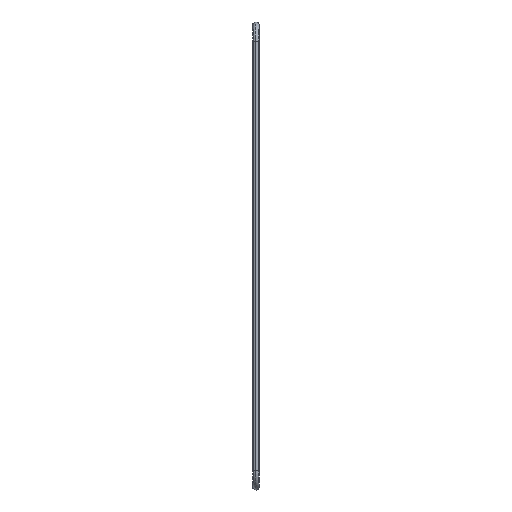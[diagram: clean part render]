
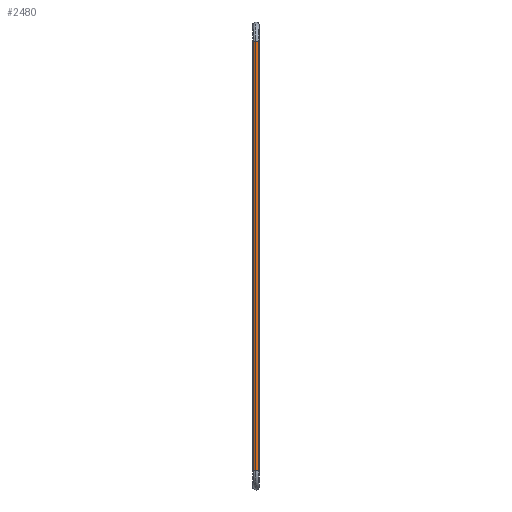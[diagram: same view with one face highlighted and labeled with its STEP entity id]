
A CAD part, left-side view. The second image highlights one B-rep face of the part: STEP entity #2480.
In plain terms, the highlighted cylindrical face has radius 6 mm (diameter 12 mm), a partial arc.
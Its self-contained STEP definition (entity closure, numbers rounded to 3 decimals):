
#156 = PLANE('',#157);
#157 = AXIS2_PLACEMENT_3D('',#158,#159,#160);
#158 = CARTESIAN_POINT('',(868.,31.,-86.));
#159 = DIRECTION('',(0.,1.,0.));
#160 = DIRECTION('',(0.,0.,1.));
#217 = PLANE('',#218);
#218 = AXIS2_PLACEMENT_3D('',#219,#220,#221);
#219 = CARTESIAN_POINT('',(868.,29.,-63.528));
#220 = DIRECTION('',(0.,-1.,0.));
#221 = DIRECTION('',(0.,0.,-1.));
#1584 = VERTEX_POINT('',#1585);
#1585 = CARTESIAN_POINT('',(68.,31.,-93.));
#1600 = TOROIDAL_SURFACE('',#1601,29.472,6.);
#1601 = AXIS2_PLACEMENT_3D('',#1602,#1603,#1604);
#1602 = CARTESIAN_POINT('',(93.,35.,-93.));
#1603 = DIRECTION('',(0.,1.,0.));
#1604 = DIRECTION('',(1.,0.,0.));
#1612 = EDGE_CURVE('',#1613,#1584,#1615,.T.);
#1613 = VERTEX_POINT('',#1614);
#1614 = CARTESIAN_POINT('',(68.,31.,-868.));
#1615 = SURFACE_CURVE('',#1616,(#1620,#1627),.PCURVE_S1.);
#1616 = LINE('',#1617,#1618);
#1617 = CARTESIAN_POINT('',(68.,31.,-868.));
#1618 = VECTOR('',#1619,1.);
#1619 = DIRECTION('',(0.,0.,1.));
#1620 = PCURVE('',#156,#1621);
#1621 = DEFINITIONAL_REPRESENTATION('',(#1622),#1626);
#1622 = LINE('',#1623,#1624);
#1623 = CARTESIAN_POINT('',(-782.,-800.));
#1624 = VECTOR('',#1625,1.);
#1625 = DIRECTION('',(1.,0.));
#1626 = ( GEOMETRIC_REPRESENTATION_CONTEXT(2) 
PARAMETRIC_REPRESENTATION_CONTEXT() REPRESENTATION_CONTEXT('2D SPACE',''
  ) );
#1627 = PCURVE('',#1628,#1633);
#1628 = CYLINDRICAL_SURFACE('',#1629,6.);
#1629 = AXIS2_PLACEMENT_3D('',#1630,#1631,#1632);
#1630 = CARTESIAN_POINT('',(63.528,35.,-868.));
#1631 = DIRECTION('',(0.,0.,1.));
#1632 = DIRECTION('',(-1.,0.,0.));
#1633 = DEFINITIONAL_REPRESENTATION('',(#1634),#1638);
#1634 = LINE('',#1635,#1636);
#1635 = CARTESIAN_POINT('',(2.412,0.));
#1636 = VECTOR('',#1637,1.);
#1637 = DIRECTION('',(0.,1.));
#1638 = ( GEOMETRIC_REPRESENTATION_CONTEXT(2) 
PARAMETRIC_REPRESENTATION_CONTEXT() REPRESENTATION_CONTEXT('2D SPACE',''
  ) );
#1657 = TOROIDAL_SURFACE('',#1658,29.472,6.);
#1658 = AXIS2_PLACEMENT_3D('',#1659,#1660,#1661);
#1659 = CARTESIAN_POINT('',(93.,35.,-868.));
#1660 = DIRECTION('',(0.,1.,0.));
#1661 = DIRECTION('',(0.,0.,1.));
#2032 = VERTEX_POINT('',#2033);
#2033 = CARTESIAN_POINT('',(63.528,29.,-868.));
#2059 = EDGE_CURVE('',#2032,#2060,#2062,.T.);
#2060 = VERTEX_POINT('',#2061);
#2061 = CARTESIAN_POINT('',(63.528,29.,-93.));
#2062 = SURFACE_CURVE('',#2063,(#2067,#2074),.PCURVE_S1.);
#2063 = LINE('',#2064,#2065);
#2064 = CARTESIAN_POINT('',(63.528,29.,-868.));
#2065 = VECTOR('',#2066,1.);
#2066 = DIRECTION('',(0.,0.,1.));
#2067 = PCURVE('',#217,#2068);
#2068 = DEFINITIONAL_REPRESENTATION('',(#2069),#2073);
#2069 = LINE('',#2070,#2071);
#2070 = CARTESIAN_POINT('',(804.472,-804.472));
#2071 = VECTOR('',#2072,1.);
#2072 = DIRECTION('',(-1.,0.));
#2073 = ( GEOMETRIC_REPRESENTATION_CONTEXT(2) 
PARAMETRIC_REPRESENTATION_CONTEXT() REPRESENTATION_CONTEXT('2D SPACE',''
  ) );
#2074 = PCURVE('',#1628,#2075);
#2075 = DEFINITIONAL_REPRESENTATION('',(#2076),#2080);
#2076 = LINE('',#2077,#2078);
#2077 = CARTESIAN_POINT('',(7.854,0.));
#2078 = VECTOR('',#2079,1.);
#2079 = DIRECTION('',(0.,1.));
#2080 = ( GEOMETRIC_REPRESENTATION_CONTEXT(2) 
PARAMETRIC_REPRESENTATION_CONTEXT() REPRESENTATION_CONTEXT('2D SPACE',''
  ) );
#2457 = EDGE_CURVE('',#1613,#2032,#2458,.T.);
#2458 = SURFACE_CURVE('',#2459,(#2464,#2471),.PCURVE_S1.);
#2459 = CIRCLE('',#2460,6.);
#2460 = AXIS2_PLACEMENT_3D('',#2461,#2462,#2463);
#2461 = CARTESIAN_POINT('',(63.528,35.,-868.));
#2462 = DIRECTION('',(-0.,0.,1.));
#2463 = DIRECTION('',(0.745,-0.667,0.));
#2464 = PCURVE('',#1657,#2465);
#2465 = DEFINITIONAL_REPRESENTATION('',(#2466),#2470);
#2466 = LINE('',#2467,#2468);
#2467 = CARTESIAN_POINT('',(4.712,3.871));
#2468 = VECTOR('',#2469,1.);
#2469 = DIRECTION('',(0.,-1.));
#2470 = ( GEOMETRIC_REPRESENTATION_CONTEXT(2) 
PARAMETRIC_REPRESENTATION_CONTEXT() REPRESENTATION_CONTEXT('2D SPACE',''
  ) );
#2471 = PCURVE('',#1628,#2472);
#2472 = DEFINITIONAL_REPRESENTATION('',(#2473),#2477);
#2473 = LINE('',#2474,#2475);
#2474 = CARTESIAN_POINT('',(2.412,0.));
#2475 = VECTOR('',#2476,1.);
#2476 = DIRECTION('',(1.,0.));
#2477 = ( GEOMETRIC_REPRESENTATION_CONTEXT(2) 
PARAMETRIC_REPRESENTATION_CONTEXT() REPRESENTATION_CONTEXT('2D SPACE',''
  ) );
#2480 = ADVANCED_FACE('',(#2481),#1628,.T.);
#2481 = FACE_BOUND('',#2482,.T.);
#2482 = EDGE_LOOP('',(#2483,#2484,#2506,#2507));
#2483 = ORIENTED_EDGE('',*,*,#2059,.T.);
#2484 = ORIENTED_EDGE('',*,*,#2485,.F.);
#2485 = EDGE_CURVE('',#1584,#2060,#2486,.T.);
#2486 = SURFACE_CURVE('',#2487,(#2492,#2499),.PCURVE_S1.);
#2487 = CIRCLE('',#2488,6.);
#2488 = AXIS2_PLACEMENT_3D('',#2489,#2490,#2491);
#2489 = CARTESIAN_POINT('',(63.528,35.,-93.));
#2490 = DIRECTION('',(-0.,0.,1.));
#2491 = DIRECTION('',(0.745,-0.667,0.));
#2492 = PCURVE('',#1628,#2493);
#2493 = DEFINITIONAL_REPRESENTATION('',(#2494),#2498);
#2494 = LINE('',#2495,#2496);
#2495 = CARTESIAN_POINT('',(2.412,775.));
#2496 = VECTOR('',#2497,1.);
#2497 = DIRECTION('',(1.,0.));
#2498 = ( GEOMETRIC_REPRESENTATION_CONTEXT(2) 
PARAMETRIC_REPRESENTATION_CONTEXT() REPRESENTATION_CONTEXT('2D SPACE',''
  ) );
#2499 = PCURVE('',#1600,#2500);
#2500 = DEFINITIONAL_REPRESENTATION('',(#2501),#2505);
#2501 = LINE('',#2502,#2503);
#2502 = CARTESIAN_POINT('',(3.142,3.871));
#2503 = VECTOR('',#2504,1.);
#2504 = DIRECTION('',(0.,-1.));
#2505 = ( GEOMETRIC_REPRESENTATION_CONTEXT(2) 
PARAMETRIC_REPRESENTATION_CONTEXT() REPRESENTATION_CONTEXT('2D SPACE',''
  ) );
#2506 = ORIENTED_EDGE('',*,*,#1612,.F.);
#2507 = ORIENTED_EDGE('',*,*,#2457,.T.);
